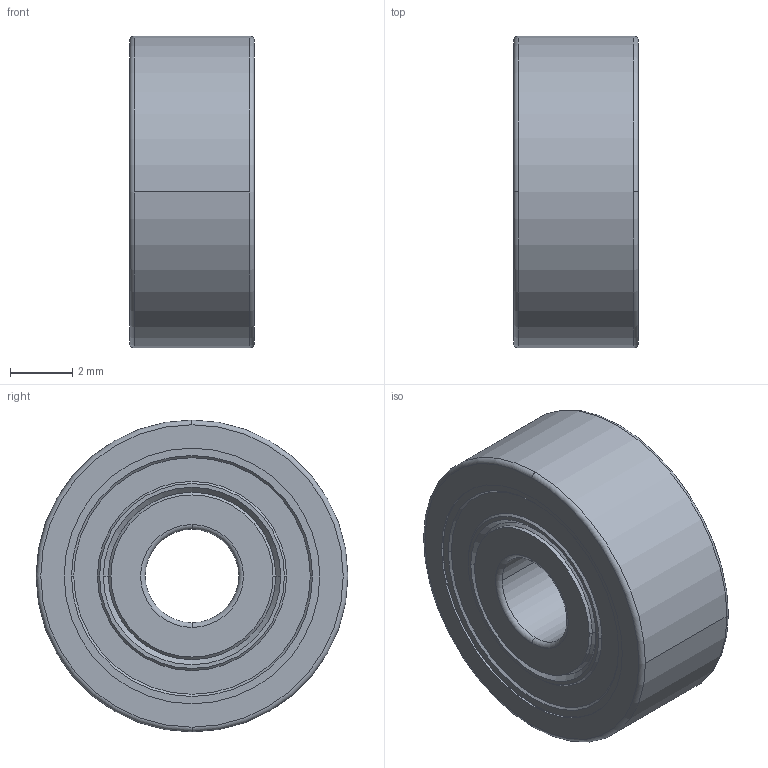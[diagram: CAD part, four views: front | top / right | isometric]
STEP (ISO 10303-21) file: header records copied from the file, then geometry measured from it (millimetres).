
FILE_DESCRIPTION(('STEP AP214'),'1');
FILE_NAME('623-2rs1.stp','2025-07-29T04:29:50',('TraceParts'),('TraceParts S.A.'),'Spatial InterOp 3D',' ',' ');
FILE_SCHEMA(('AUTOMOTIVE_DESIGN { 1 0 10303 214 1 1 1 1 }'));
Length unit declared in the file: millimetre
Products named in the file (1): SKF_bearing_623-2RS1_2_1
Bounding box: 4 x 10 x 10 mm (x, y, z)
Volume: 212.8 mm3; surface area: 649.3 mm2
Topology: 5 solids, 5 shells, 128 faces, 312 edges, 182 vertices
Faces by surface type: torus 46, cone 36, cylinder 20, sphere 14, plane 12
Entity records: 4104 total; most frequent: CARTESIAN_POINT 1075, DIRECTION 722, ORIENTED_EDGE 568, AXIS2_PLACEMENT_3D 333, EDGE_CURVE 284, CIRCLE 200, VERTEX_POINT 182, EDGE_LOOP 154
